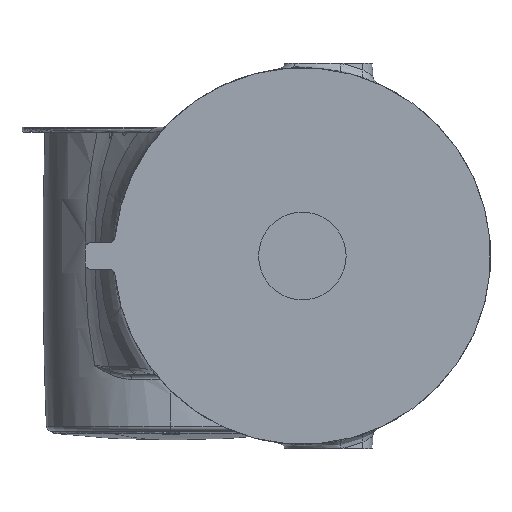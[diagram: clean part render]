
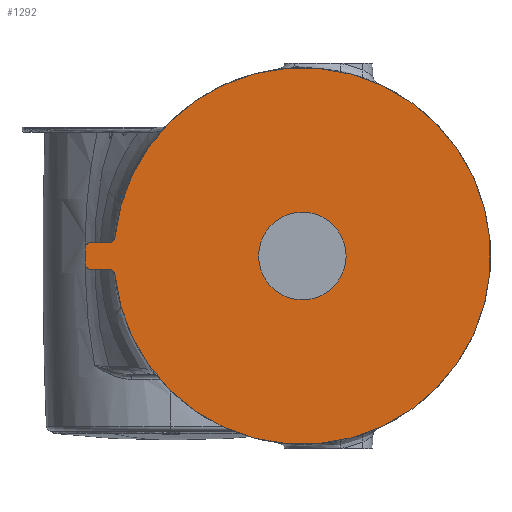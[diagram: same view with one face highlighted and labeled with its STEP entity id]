
A CAD part, front view. The second image highlights one B-rep face of the part: STEP entity #1292.
In plain terms, the highlighted planar face has unit normal (0, -1, 0).
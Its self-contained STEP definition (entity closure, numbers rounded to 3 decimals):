
#97=FACE_BOUND('',#7604,.T.);
#346=VECTOR('',#22181,10.463);
#347=VECTOR('',#22184,10.463);
#650=LINE('',#13839,#346);
#651=LINE('',#13842,#347);
#938=PLANE('',#23996);
#1292=ADVANCED_FACE('4',(#1780,#97),#938,.T.);
#1780=FACE_OUTER_BOUND('',#7603,.T.);
#2229=CIRCLE('',#23910,107.5);
#2293=CIRCLE('',#23994,3.5);
#2295=CIRCLE('',#23997,3.5);
#2296=CIRCLE('',#23998,3.);
#2297=CIRCLE('',#23999,124.);
#2298=CIRCLE('',#24000,3.);
#2299=CIRCLE('',#24001,25.);
#2300=CIRCLE('',#24002,25.);
#3115=ORIENTED_EDGE('',*,*,#5404,.T.);
#3116=ORIENTED_EDGE('',*,*,#5405,.T.);
#3117=ORIENTED_EDGE('',*,*,#5234,.T.);
#3118=ORIENTED_EDGE('',*,*,#5401,.T.);
#3119=ORIENTED_EDGE('',*,*,#5406,.T.);
#3120=ORIENTED_EDGE('',*,*,#5407,.T.);
#3121=ORIENTED_EDGE('',*,*,#5408,.T.);
#3122=ORIENTED_EDGE('',*,*,#5409,.T.);
#3123=ORIENTED_EDGE('',*,*,#5410,.F.);
#3124=ORIENTED_EDGE('',*,*,#5411,.F.);
#5234=EDGE_CURVE('58',#6860,#6859,#2229,.T.);
#5401=EDGE_CURVE('57',#6859,#6971,#2293,.T.);
#5404=EDGE_CURVE('60',#6973,#6974,#650,.T.);
#5405=EDGE_CURVE('59',#6974,#6860,#2295,.T.);
#5406=EDGE_CURVE('56',#6971,#6975,#651,.T.);
#5407=EDGE_CURVE('55',#6975,#6976,#2296,.T.);
#5408=EDGE_CURVE('54',#6976,#6977,#2297,.T.);
#5409=EDGE_CURVE('53',#6977,#6973,#2298,.T.);
#5410=EDGE_CURVE('62',#6978,#6979,#2299,.T.);
#5411=EDGE_CURVE('61',#6979,#6978,#2300,.T.);
#6859=VERTEX_POINT('53',#11356);
#6860=VERTEX_POINT('52',#11358);
#6971=VERTEX_POINT('54',#13823);
#6973=VERTEX_POINT('50',#13837);
#6974=VERTEX_POINT('51',#13838);
#6975=VERTEX_POINT('55',#13841);
#6976=VERTEX_POINT('56',#13843);
#6977=VERTEX_POINT('57',#13845);
#6978=VERTEX_POINT('59',#13848);
#6979=VERTEX_POINT('58',#13849);
#7603=EDGE_LOOP('',(#3115,#3116,#3117,#3118,#3119,#3120,#3121,#3122));
#7604=EDGE_LOOP('',(#3123,#3124));
#11356=CARTESIAN_POINT('',(-106.971,0.,10.653));
#11358=CARTESIAN_POINT('',(-106.971,0.,-10.653));
#11359=CARTESIAN_POINT('',(0.,0.,0.));
#13823=CARTESIAN_POINT('',(-110.454,0.,7.5));
#13825=CARTESIAN_POINT('',(-110.454,0.,11.));
#13836=CARTESIAN_POINT('',(-124.586,0.,183.037));
#13837=CARTESIAN_POINT('',(-120.916,0.,-7.5));
#13838=CARTESIAN_POINT('',(-110.454,0.,-7.5));
#13839=CARTESIAN_POINT('',(-120.916,0.,-7.5));
#13840=CARTESIAN_POINT('',(-110.454,0.,-11.));
#13841=CARTESIAN_POINT('',(-120.916,0.,7.5));
#13842=CARTESIAN_POINT('',(-110.454,0.,7.5));
#13843=CARTESIAN_POINT('',(-123.914,0.,4.612));
#13844=CARTESIAN_POINT('',(-120.916,0.,4.5));
#13845=CARTESIAN_POINT('',(-123.914,0.,-4.612));
#13846=CARTESIAN_POINT('',(0.,0.,0.));
#13847=CARTESIAN_POINT('',(-120.916,0.,-4.5));
#13848=CARTESIAN_POINT('',(0.,0.,-25.));
#13849=CARTESIAN_POINT('',(0.,0.,25.));
#13850=CARTESIAN_POINT('',(0.,0.,0.));
#13851=CARTESIAN_POINT('',(0.,0.,0.));
#21995=DIRECTION('',(-0.995,0.,-0.099));
#21996=DIRECTION('',(0.,-1.,0.));
#22175=DIRECTION('',(0.995,0.,-0.099));
#22176=DIRECTION('',(0.,1.,0.));
#22179=DIRECTION('',(0.,0.,-1.));
#22180=DIRECTION('',(0.,-1.,0.));
#22181=DIRECTION('',(1.,0.,0.));
#22182=DIRECTION('',(0.,0.,1.));
#22183=DIRECTION('',(0.,1.,0.));
#22184=DIRECTION('',(-1.,0.,0.));
#22185=DIRECTION('',(0.,0.,1.));
#22186=DIRECTION('',(0.,-1.,0.));
#22187=DIRECTION('',(-0.999,0.,0.037));
#22188=DIRECTION('',(0.,-1.,0.));
#22189=DIRECTION('',(-0.999,0.,-0.037));
#22190=DIRECTION('',(0.,-1.,0.));
#22191=DIRECTION('',(0.,0.,-1.));
#22192=DIRECTION('',(0.,-1.,0.));
#22193=DIRECTION('',(0.,0.,1.));
#22194=DIRECTION('',(0.,-1.,0.));
#23910=AXIS2_PLACEMENT_3D('',#11359,#21996,#21995);
#23994=AXIS2_PLACEMENT_3D('',#13825,#22176,#22175);
#23996=AXIS2_PLACEMENT_3D('',#13836,#22180,#22179);
#23997=AXIS2_PLACEMENT_3D('',#13840,#22183,#22182);
#23998=AXIS2_PLACEMENT_3D('',#13844,#22186,#22185);
#23999=AXIS2_PLACEMENT_3D('',#13846,#22188,#22187);
#24000=AXIS2_PLACEMENT_3D('',#13847,#22190,#22189);
#24001=AXIS2_PLACEMENT_3D('',#13850,#22192,#22191);
#24002=AXIS2_PLACEMENT_3D('',#13851,#22194,#22193);
